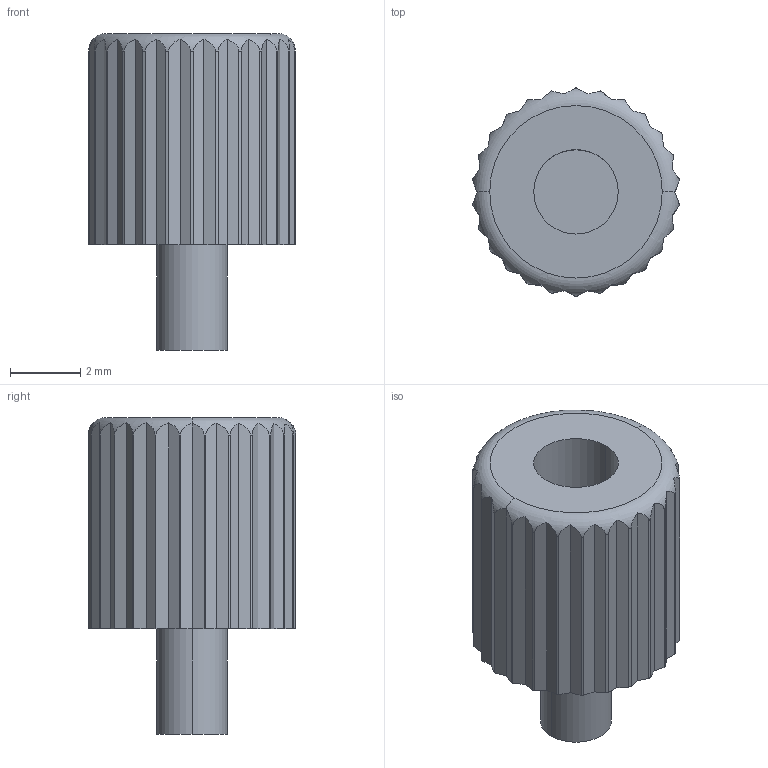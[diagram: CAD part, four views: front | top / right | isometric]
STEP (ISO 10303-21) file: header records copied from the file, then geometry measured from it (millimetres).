
FILE_DESCRIPTION (( 'STEP AP203' ), '1' );
FILE_NAME ('Pieza2_Predeterminado_sldprt.STEP', '2023-03-14T16:36:12', ( '' ), ( '' ), 'SwSTEP 2.0', 'SolidWorks 2022', '' );
FILE_SCHEMA (( 'CONFIG_CONTROL_DESIGN' ));
Length unit declared in the file: millimetre
Products named in the file (1): Pieza2_Predeterminado_sldprt
Bounding box: 5.86 x 5.9 x 9 mm (x, y, z)
Volume: 142.7 mm3; surface area: 222.9 mm2
Topology: 1 solids, 1 shells, 87 faces, 249 edges, 166 vertices
Faces by surface type: plane 56, cylinder 29, torus 2
Entity records: 3162 total; most frequent: CARTESIAN_POINT 851, ORIENTED_EDGE 498, DIRECTION 433, EDGE_CURVE 249, VERTEX_POINT 166, AXIS2_PLACEMENT_3D 150, LINE 133, VECTOR 133
